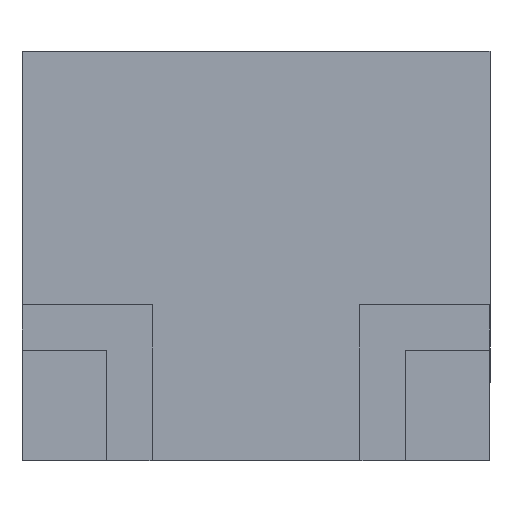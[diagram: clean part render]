
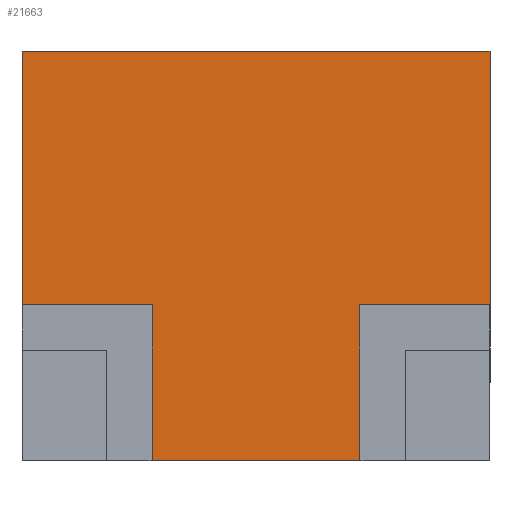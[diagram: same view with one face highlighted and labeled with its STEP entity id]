
A CAD part, front view. The second image highlights one B-rep face of the part: STEP entity #21663.
In plain terms, the highlighted planar face has unit normal (0, -1, 0).
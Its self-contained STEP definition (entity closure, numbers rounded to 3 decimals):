
#41 = CARTESIAN_POINT ( 'NONE',  ( 0., -3.001, -0.75 ) ) ;
#364 = EDGE_CURVE ( 'NONE', #15450, #14869, #9156, .T. ) ;
#479 = AXIS2_PLACEMENT_3D ( 'NONE', #16759, #4916, #11655 ) ;
#523 = CARTESIAN_POINT ( 'NONE',  ( -1.6, -3.001, 0. ) ) ;
#1148 = DIRECTION ( 'NONE',  ( 1., 0., 0. ) ) ;
#1202 = VECTOR ( 'NONE', #6032, 1000. ) ;
#1569 = VERTEX_POINT ( 'NONE', #14467 ) ;
#1805 = VECTOR ( 'NONE', #6167, 1000. ) ;
#2081 = LINE ( 'NONE', #523, #5959 ) ;
#2423 = VECTOR ( 'NONE', #3908, 1000. ) ;
#2456 = CARTESIAN_POINT ( 'NONE',  ( 3.601, -3.001, -0.75 ) ) ;
#2543 = CARTESIAN_POINT ( 'NONE',  ( -3.601, -3.001, 3.15 ) ) ;
#2727 = LINE ( 'NONE', #14700, #1805 ) ;
#3865 = CARTESIAN_POINT ( 'NONE',  ( -3.601, -3.001, -0.75 ) ) ;
#3908 = DIRECTION ( 'NONE',  ( 0., 0., -1. ) ) ;
#4860 = DIRECTION ( 'NONE',  ( 0., 0., 1. ) ) ;
#4916 = DIRECTION ( 'NONE',  ( 0., -1., 0. ) ) ;
#4974 = CARTESIAN_POINT ( 'NONE',  ( 1.6, -3.001, 0. ) ) ;
#5754 = DIRECTION ( 'NONE',  ( 0., 0., 1. ) ) ;
#5959 = VECTOR ( 'NONE', #5754, 1000. ) ;
#5964 = ORIENTED_EDGE ( 'NONE', *, *, #13944, .F. ) ;
#6003 = ORIENTED_EDGE ( 'NONE', *, *, #19399, .T. ) ;
#6032 = DIRECTION ( 'NONE',  ( -1., 0., 0. ) ) ;
#6167 = DIRECTION ( 'NONE',  ( 0., 0., 1. ) ) ;
#6520 = DIRECTION ( 'NONE',  ( -1., 0., 0. ) ) ;
#6705 = VECTOR ( 'NONE', #1148, 1000. ) ;
#6872 = EDGE_CURVE ( 'NONE', #15450, #9801, #7592, .T. ) ;
#7491 = CARTESIAN_POINT ( 'NONE',  ( 0., -3.001, 3.15 ) ) ;
#7533 = CARTESIAN_POINT ( 'NONE',  ( 0., -3.001, -0.75 ) ) ;
#7592 = LINE ( 'NONE', #9256, #2423 ) ;
#8131 = EDGE_CURVE ( 'NONE', #10582, #1569, #2081, .T. ) ;
#8161 = FACE_OUTER_BOUND ( 'NONE', #15002, .T. ) ;
#8266 = CARTESIAN_POINT ( 'NONE',  ( 3.601, -3.001, 3.15 ) ) ;
#8342 = EDGE_CURVE ( 'NONE', #10582, #14360, #12927, .T. ) ;
#8493 = PLANE ( 'NONE',  #479 ) ;
#8527 = LINE ( 'NONE', #41, #15989 ) ;
#8850 = CARTESIAN_POINT ( 'NONE',  ( -1.6, -3.001, -3.15 ) ) ;
#9156 = LINE ( 'NONE', #7491, #1202 ) ;
#9196 = LINE ( 'NONE', #7533, #18541 ) ;
#9256 = CARTESIAN_POINT ( 'NONE',  ( 3.601, -3.001, 0. ) ) ;
#9636 = CARTESIAN_POINT ( 'NONE',  ( 0., -3.001, -3.15 ) ) ;
#9801 = VERTEX_POINT ( 'NONE', #2456 ) ;
#10582 = VERTEX_POINT ( 'NONE', #8850 ) ;
#11491 = EDGE_CURVE ( 'NONE', #9801, #14654, #8527, .T. ) ;
#11611 = ORIENTED_EDGE ( 'NONE', *, *, #8342, .T. ) ;
#11655 = DIRECTION ( 'NONE',  ( 0., 0., -1. ) ) ;
#11661 = ORIENTED_EDGE ( 'NONE', *, *, #364, .T. ) ;
#12927 = LINE ( 'NONE', #9636, #6705 ) ;
#13074 = VERTEX_POINT ( 'NONE', #3865 ) ;
#13528 = LINE ( 'NONE', #4974, #19990 ) ;
#13944 = EDGE_CURVE ( 'NONE', #13074, #14869, #2727, .T. ) ;
#14360 = VERTEX_POINT ( 'NONE', #21026 ) ;
#14467 = CARTESIAN_POINT ( 'NONE',  ( -1.6, -3.001, -0.75 ) ) ;
#14654 = VERTEX_POINT ( 'NONE', #15102 ) ;
#14700 = CARTESIAN_POINT ( 'NONE',  ( -3.601, -3.001, 0. ) ) ;
#14869 = VERTEX_POINT ( 'NONE', #2543 ) ;
#15002 = EDGE_LOOP ( 'NONE', ( #11661, #5964, #16238, #17594, #11611, #6003, #17426, #15719 ) ) ;
#15102 = CARTESIAN_POINT ( 'NONE',  ( 1.6, -3.001, -0.75 ) ) ;
#15450 = VERTEX_POINT ( 'NONE', #8266 ) ;
#15719 = ORIENTED_EDGE ( 'NONE', *, *, #6872, .F. ) ;
#15989 = VECTOR ( 'NONE', #6520, 1000. ) ;
#16238 = ORIENTED_EDGE ( 'NONE', *, *, #19747, .T. ) ;
#16759 = CARTESIAN_POINT ( 'NONE',  ( 0., -3.001, 0. ) ) ;
#17426 = ORIENTED_EDGE ( 'NONE', *, *, #11491, .F. ) ;
#17594 = ORIENTED_EDGE ( 'NONE', *, *, #8131, .F. ) ;
#18319 = DIRECTION ( 'NONE',  ( 1., 0., 0. ) ) ;
#18541 = VECTOR ( 'NONE', #18319, 1000. ) ;
#19399 = EDGE_CURVE ( 'NONE', #14360, #14654, #13528, .T. ) ;
#19747 = EDGE_CURVE ( 'NONE', #13074, #1569, #9196, .T. ) ;
#19990 = VECTOR ( 'NONE', #4860, 1000. ) ;
#21026 = CARTESIAN_POINT ( 'NONE',  ( 1.6, -3.001, -3.15 ) ) ;
#21663 = ADVANCED_FACE ( 'NONE', ( #8161 ), #8493, .T. ) ;
